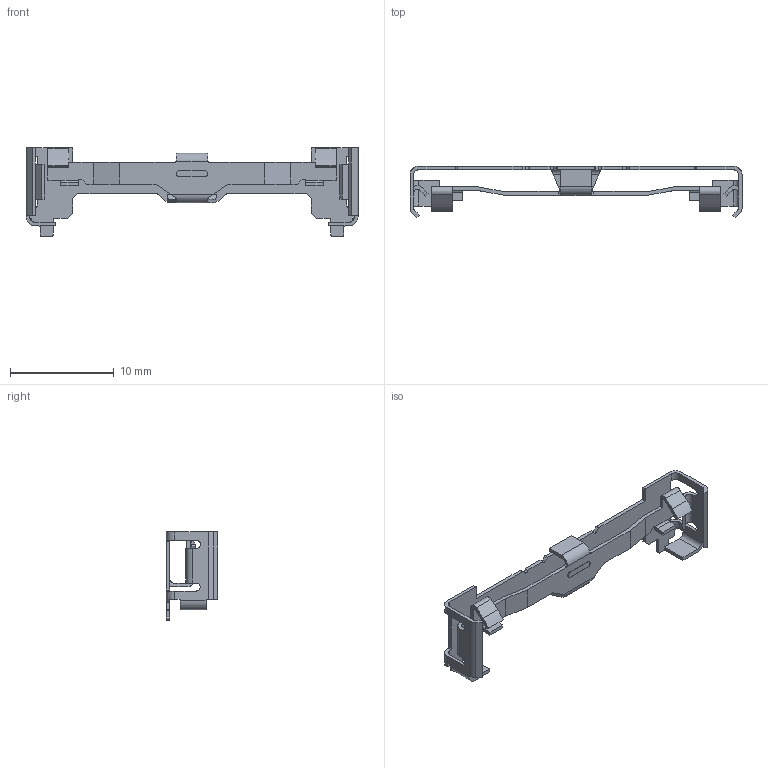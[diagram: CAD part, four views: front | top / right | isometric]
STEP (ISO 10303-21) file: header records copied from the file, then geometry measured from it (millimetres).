
FILE_DESCRIPTION((''),'2;1');
FILE_NAME('C-1827682-01-3','2007-10-29T',('workeradm'),('Tyco Electronics Corporation'),'PRO/ENGINEER BY PARAMETRIC TECHNOLOGY CORPORATION, 2005450','PRO/ENGINEER BY PARAMETRIC TECHNOLOGY CORPORATION, 2005450','');
FILE_SCHEMA(('CONFIG_CONTROL_DESIGN', 'GEOMETRIC_VALIDATION_PROPERTIES_MIM'));
Length unit declared in the file: millimetre
Products named in the file (1): C-1827682-01-3
Bounding box: 32 x 5 x 8.5 mm (x, y, z)
Volume: 102.4 mm3; surface area: 674.3 mm2
Topology: 1 solids, 1 shells, 217 faces, 646 edges, 428 vertices
Faces by surface type: plane 139, cylinder 78
Entity records: 7435 total; most frequent: CARTESIAN_POINT 1366, ORIENTED_EDGE 1292, DIRECTION 1210, EDGE_CURVE 646, VECTOR 472, LINE 472, VERTEX_POINT 428, AXIS2_PLACEMENT_3D 369
